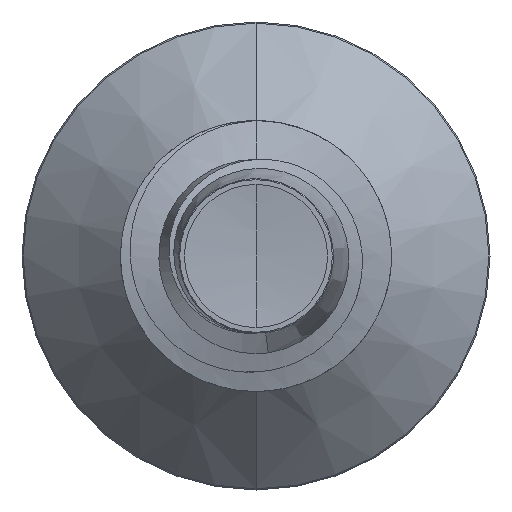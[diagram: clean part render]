
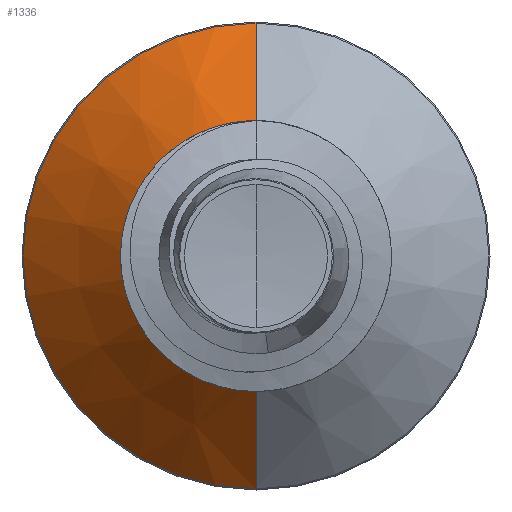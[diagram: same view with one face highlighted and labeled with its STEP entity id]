
A CAD part, front view. The second image highlights one B-rep face of the part: STEP entity #1336.
In plain terms, the highlighted conical face has half-angle 45 degrees and reference radius 1.034 mm.
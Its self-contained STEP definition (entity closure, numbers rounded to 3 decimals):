
#429 = CARTESIAN_POINT ( 'NONE',  ( 0., 2.784, 1.034 ) ) ;
#797 = AXIS2_PLACEMENT_3D ( 'NONE', #3814, #3799, #3775 ) ;
#817 = DIRECTION ( 'NONE',  ( 0., 0., 1. ) ) ;
#1203 = LINE ( 'NONE', #3690, #9074 ) ;
#1254 = CONICAL_SURFACE ( 'NONE', #5513, 1.034, 0.785 ) ;
#1284 = EDGE_CURVE ( 'NONE', #7047, #7964, #9600, .T. ) ;
#1336 = ADVANCED_FACE ( 'NONE', ( #9368 ), #1254, .T. ) ;
#2414 = CARTESIAN_POINT ( 'NONE',  ( 0., 2.784, -1.034 ) ) ;
#2642 = CARTESIAN_POINT ( 'NONE',  ( 0., 3.64, 1.89 ) ) ;
#3501 = ORIENTED_EDGE ( 'NONE', *, *, #6583, .F. ) ;
#3625 = VECTOR ( 'NONE', #5141, 1000. ) ;
#3690 = CARTESIAN_POINT ( 'NONE',  ( 0., 2.784, 1.034 ) ) ;
#3733 = ORIENTED_EDGE ( 'NONE', *, *, #7969, .T. ) ;
#3775 = DIRECTION ( 'NONE',  ( 0., 0., 1. ) ) ;
#3799 = DIRECTION ( 'NONE',  ( 0., 1., 0. ) ) ;
#3814 = CARTESIAN_POINT ( 'NONE',  ( 0., 2.784, 0. ) ) ;
#3941 = EDGE_LOOP ( 'NONE', ( #3501, #7441, #3733, #7689 ) ) ;
#5141 = DIRECTION ( 'NONE',  ( 0., 0.707, -0.707 ) ) ;
#5490 = DIRECTION ( 'NONE',  ( 0., 1., 0. ) ) ;
#5505 = AXIS2_PLACEMENT_3D ( 'NONE', #9959, #5490, #817 ) ;
#5513 = AXIS2_PLACEMENT_3D ( 'NONE', #6344, #6574, #6308 ) ;
#5821 = CARTESIAN_POINT ( 'NONE',  ( 0., 3.64, -1.89 ) ) ;
#5850 = CARTESIAN_POINT ( 'NONE',  ( 0., 2.784, -1.034 ) ) ;
#5940 = DIRECTION ( 'NONE',  ( 0., 0.707, 0.707 ) ) ;
#6308 = DIRECTION ( 'NONE',  ( 0., 0., 1. ) ) ;
#6344 = CARTESIAN_POINT ( 'NONE',  ( 0., 2.784, 0. ) ) ;
#6574 = DIRECTION ( 'NONE',  ( 0., 1., 0. ) ) ;
#6583 = EDGE_CURVE ( 'NONE', #7047, #8041, #9563, .T. ) ;
#7047 = VERTEX_POINT ( 'NONE', #2414 ) ;
#7441 = ORIENTED_EDGE ( 'NONE', *, *, #1284, .T. ) ;
#7689 = ORIENTED_EDGE ( 'NONE', *, *, #9013, .F. ) ;
#7964 = VERTEX_POINT ( 'NONE', #429 ) ;
#7969 = EDGE_CURVE ( 'NONE', #7964, #8482, #1203, .T. ) ;
#8041 = VERTEX_POINT ( 'NONE', #5821 ) ;
#8482 = VERTEX_POINT ( 'NONE', #2642 ) ;
#9013 = EDGE_CURVE ( 'NONE', #8041, #8482, #9059, .T. ) ;
#9059 = CIRCLE ( 'NONE', #5505, 1.89 ) ;
#9074 = VECTOR ( 'NONE', #5940, 1000. ) ;
#9368 = FACE_OUTER_BOUND ( 'NONE', #3941, .T. ) ;
#9563 = LINE ( 'NONE', #5850, #3625 ) ;
#9600 = CIRCLE ( 'NONE', #797, 1.034 ) ;
#9959 = CARTESIAN_POINT ( 'NONE',  ( 0., 3.64, 0. ) ) ;
